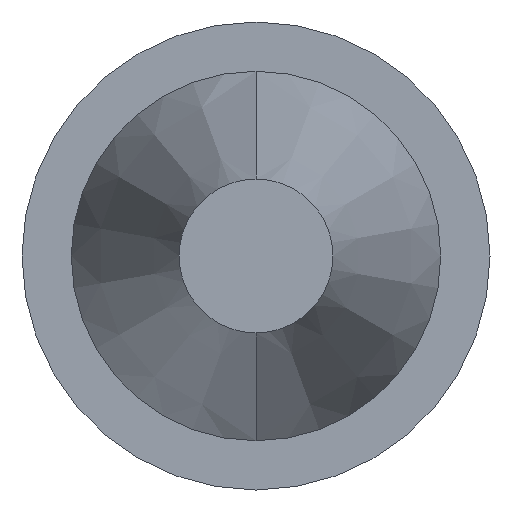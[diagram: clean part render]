
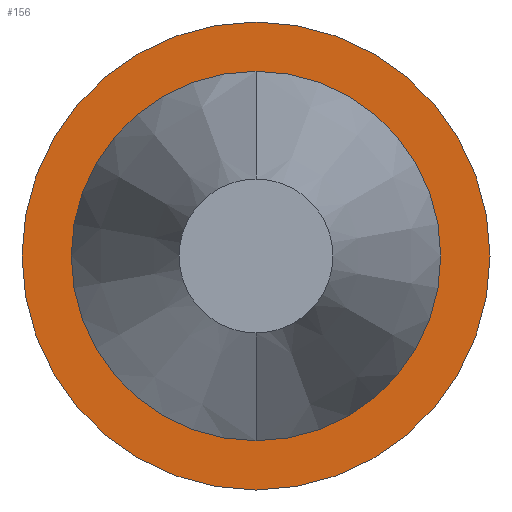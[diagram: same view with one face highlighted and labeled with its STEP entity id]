
A CAD part, front view. The second image highlights one B-rep face of the part: STEP entity #156.
In plain terms, the highlighted planar face has unit normal (0, -1, 0).
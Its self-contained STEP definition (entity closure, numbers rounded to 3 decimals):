
#156 = ADVANCED_FACE ( 'NONE', ( #176, #1442 ), #1021, .F. ) ;
#176 = FACE_BOUND ( 'NONE', #1450, .T. ) ;
#185 = DIRECTION ( 'NONE',  ( 0., 1., 0. ) ) ;
#206 = ORIENTED_EDGE ( 'NONE', *, *, #468, .T. ) ;
#225 = EDGE_CURVE ( 'NONE', #1009, #1421, #373, .T. ) ;
#232 = CARTESIAN_POINT ( 'NONE',  ( 0., 0., 2. ) ) ;
#265 = DIRECTION ( 'NONE',  ( 0., 1., 0. ) ) ;
#274 = DIRECTION ( 'NONE',  ( 0., 1., 0. ) ) ;
#304 = DIRECTION ( 'NONE',  ( 0., 1., 0. ) ) ;
#340 = DIRECTION ( 'NONE',  ( 0., 1., 0. ) ) ;
#373 = CIRCLE ( 'NONE', #471, 2. ) ;
#390 = AXIS2_PLACEMENT_3D ( 'NONE', #1459, #185, #610 ) ;
#418 = AXIS2_PLACEMENT_3D ( 'NONE', #565, #274, #704 ) ;
#468 = EDGE_CURVE ( 'NONE', #1421, #1009, #1547, .T. ) ;
#471 = AXIS2_PLACEMENT_3D ( 'NONE', #1063, #340, #1208 ) ;
#472 = ORIENTED_EDGE ( 'NONE', *, *, #1226, .F. ) ;
#479 = CARTESIAN_POINT ( 'NONE',  ( 0., 0., 3.8 ) ) ;
#494 = DIRECTION ( 'NONE',  ( 0., 0., 1. ) ) ;
#565 = CARTESIAN_POINT ( 'NONE',  ( 0., 0., 0. ) ) ;
#610 = DIRECTION ( 'NONE',  ( 0., 0., 1. ) ) ;
#636 = ORIENTED_EDGE ( 'NONE', *, *, #1546, .F. ) ;
#704 = DIRECTION ( 'NONE',  ( 0., 0., 1. ) ) ;
#853 = EDGE_LOOP ( 'NONE', ( #472, #636 ) ) ;
#1009 = VERTEX_POINT ( 'NONE', #1024 ) ;
#1021 = PLANE ( 'NONE',  #1705 ) ;
#1024 = CARTESIAN_POINT ( 'NONE',  ( 0., 0., -2. ) ) ;
#1063 = CARTESIAN_POINT ( 'NONE',  ( 0., 0., 0. ) ) ;
#1092 = ORIENTED_EDGE ( 'NONE', *, *, #225, .T. ) ;
#1121 = CARTESIAN_POINT ( 'NONE',  ( 0., 0., 0. ) ) ;
#1165 = CARTESIAN_POINT ( 'NONE',  ( 0., 0., 0. ) ) ;
#1187 = VERTEX_POINT ( 'NONE', #479 ) ;
#1208 = DIRECTION ( 'NONE',  ( 0., 0., 1. ) ) ;
#1226 = EDGE_CURVE ( 'NONE', #1362, #1187, #1543, .T. ) ;
#1234 = CIRCLE ( 'NONE', #418, 3.8 ) ;
#1251 = DIRECTION ( 'NONE',  ( 0., 0., 1. ) ) ;
#1337 = AXIS2_PLACEMENT_3D ( 'NONE', #1121, #265, #1251 ) ;
#1343 = CARTESIAN_POINT ( 'NONE',  ( 0., 0., -3.8 ) ) ;
#1362 = VERTEX_POINT ( 'NONE', #1343 ) ;
#1421 = VERTEX_POINT ( 'NONE', #232 ) ;
#1442 = FACE_OUTER_BOUND ( 'NONE', #853, .T. ) ;
#1450 = EDGE_LOOP ( 'NONE', ( #206, #1092 ) ) ;
#1459 = CARTESIAN_POINT ( 'NONE',  ( 0., 0., 0. ) ) ;
#1543 = CIRCLE ( 'NONE', #390, 3.8 ) ;
#1546 = EDGE_CURVE ( 'NONE', #1187, #1362, #1234, .T. ) ;
#1547 = CIRCLE ( 'NONE', #1337, 2. ) ;
#1705 = AXIS2_PLACEMENT_3D ( 'NONE', #1165, #304, #494 ) ;
